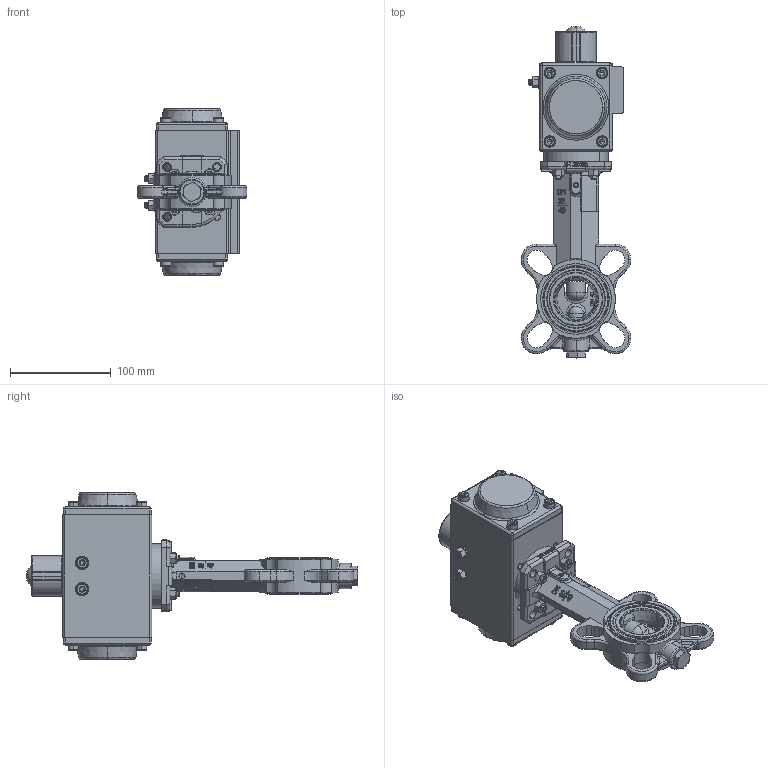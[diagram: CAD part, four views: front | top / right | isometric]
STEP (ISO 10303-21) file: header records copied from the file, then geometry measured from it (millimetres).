
FILE_DESCRIPTION (( 'STEP AP203' ), '1' );
FILE_NAME ('AK01_DN32-40_pneu._GS.STEP', '2022-11-03T14:35:37', ( '' ), ( '' ), 'SwSTEP 2.0', 'SolidWorks 2021', '' );
FILE_SCHEMA (( 'CONFIG_CONTROL_DESIGN' ));
Length unit declared in the file: metre
Products named in the file (1): AK01_DN32-40_pneu._GS
Bounding box: 108.78 x 329.15 x 165 mm (x, y, z)
Surface area: 152262.2 mm2 (no closed solid volume)
Topology: 0 solids, 388 shells, 1204 faces, 4424 edges, 3529 vertices
Faces by surface type: plane 468, cylinder 310, bspline 227, cone 119, torus 71, sphere 9
Entity records: 73065 total; most frequent: CARTESIAN_POINT 38191, DIRECTION 6528, ORIENTED_EDGE 6246, EDGE_CURVE 4393, VERTEX_POINT 3529, AXIS2_PLACEMENT_3D 2232, LINE 2064, VECTOR 2064
